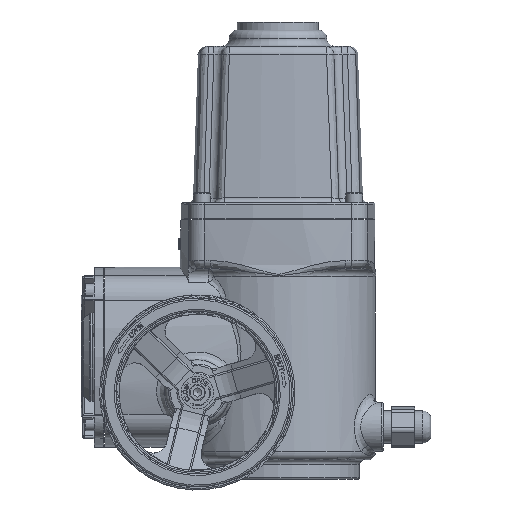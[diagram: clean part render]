
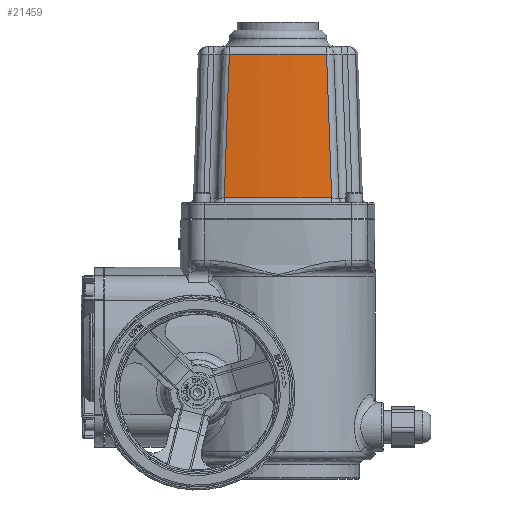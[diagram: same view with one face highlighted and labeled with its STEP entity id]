
A CAD part, front view. The second image highlights one B-rep face of the part: STEP entity #21459.
In plain terms, the highlighted conical face has half-angle 2 degrees and reference radius 282.5 mm.
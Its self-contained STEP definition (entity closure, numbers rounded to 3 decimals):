
#124=CONICAL_SURFACE('',#23491,282.5,0.035);
#1564=B_SPLINE_CURVE_WITH_KNOTS('',3,(#42814,#42815,#42816,#42817),
 .UNSPECIFIED.,.F.,.F.,(4,4),(0.79,9.628),
 .UNSPECIFIED.);
#1567=B_SPLINE_CURVE_WITH_KNOTS('',3,(#42856,#42857,#42858,#42859),
 .UNSPECIFIED.,.F.,.F.,(4,4),(-9.627,-0.789),
 .UNSPECIFIED.);
#2916=FACE_OUTER_BOUND('',#4187,.T.);
#4187=EDGE_LOOP('',(#18666,#18667,#18668,#18669));
#7619=CIRCLE('',#22952,282.399);
#7850=CIRCLE('',#23365,279.316);
#9323=VERTEX_POINT('',#41204);
#9325=VERTEX_POINT('',#41220);
#9587=VERTEX_POINT('',#42791);
#9588=VERTEX_POINT('',#42827);
#12033=EDGE_CURVE('',#9323,#9325,#7619,.T.);
#12456=EDGE_CURVE('',#9325,#9587,#1564,.T.);
#12464=EDGE_CURVE('',#9588,#9323,#1567,.T.);
#12492=EDGE_CURVE('',#9587,#9588,#7850,.T.);
#18666=ORIENTED_EDGE('',*,*,#12033,.F.);
#18667=ORIENTED_EDGE('',*,*,#12464,.F.);
#18668=ORIENTED_EDGE('',*,*,#12492,.F.);
#18669=ORIENTED_EDGE('',*,*,#12456,.F.);
#21459=ADVANCED_FACE('',(#2916),#124,.T.);
#22952=AXIS2_PLACEMENT_3D('',#41224,#27246,#27247);
#23365=AXIS2_PLACEMENT_3D('',#43067,#28213,#28214);
#23491=AXIS2_PLACEMENT_3D('',#43921,#28640,#28641);
#27246=DIRECTION('center_axis',(0.,1.,0.));
#27247=DIRECTION('ref_axis',(0.,0.,-1.));
#28213=DIRECTION('center_axis',(0.,-1.,0.));
#28214=DIRECTION('ref_axis',(0.,0.,-1.));
#28640=DIRECTION('center_axis',(0.,1.,0.));
#28641=DIRECTION('ref_axis',(-0.133,0.,-0.991));
#41204=CARTESIAN_POINT('',(32.986,-172.895,-50.466));
#41220=CARTESIAN_POINT('',(-32.986,-172.895,-50.466));
#41224=CARTESIAN_POINT('Origin',(0.,-172.895,
230.));
#42791=CARTESIAN_POINT('',(-29.853,-261.174,-47.716));
#42814=CARTESIAN_POINT('Ctrl Pts',(-32.986,-172.895,
-50.466));
#42815=CARTESIAN_POINT('Ctrl Pts',(-31.942,-202.322,
-49.554));
#42816=CARTESIAN_POINT('Ctrl Pts',(-30.898,-231.748,
-48.637));
#42817=CARTESIAN_POINT('Ctrl Pts',(-29.853,-261.174,
-47.716));
#42827=CARTESIAN_POINT('',(29.853,-261.174,-47.716));
#42856=CARTESIAN_POINT('Ctrl Pts',(29.853,-261.174,-47.716));
#42857=CARTESIAN_POINT('Ctrl Pts',(30.898,-231.748,-48.637));
#42858=CARTESIAN_POINT('Ctrl Pts',(31.942,-202.322,-49.554));
#42859=CARTESIAN_POINT('Ctrl Pts',(32.986,-172.895,-50.466));
#43067=CARTESIAN_POINT('Origin',(0.,-261.174,
230.));
#43921=CARTESIAN_POINT('Origin',(0.,-170.,230.));
